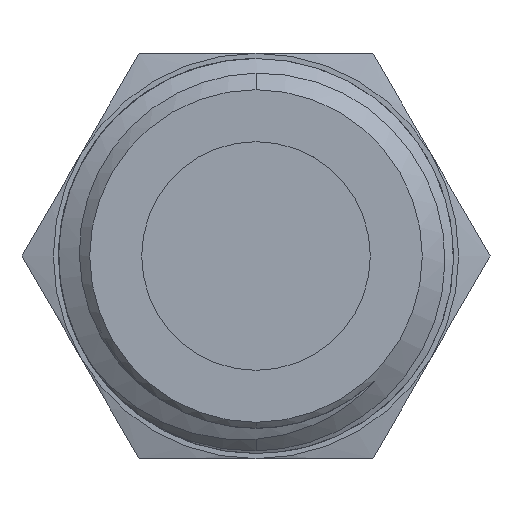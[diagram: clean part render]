
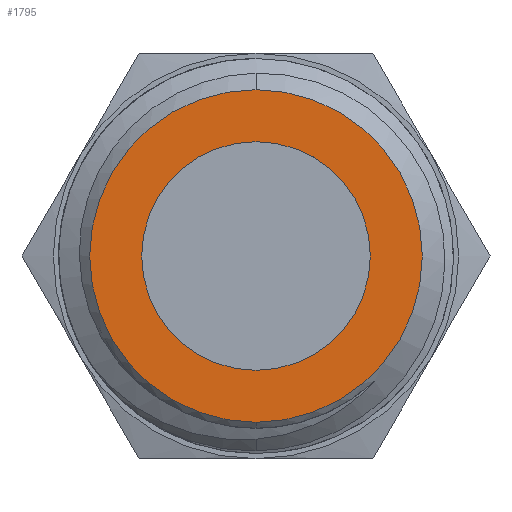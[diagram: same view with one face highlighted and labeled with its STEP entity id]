
A CAD part, front view. The second image highlights one B-rep face of the part: STEP entity #1795.
In plain terms, the highlighted planar face has unit normal (0, -1, 0).
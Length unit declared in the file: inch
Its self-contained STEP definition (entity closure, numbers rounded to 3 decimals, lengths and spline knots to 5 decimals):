
#2 = EDGE_CURVE ( 'NONE', #1714, #244, #1744, .T. ) ;
#62 = ORIENTED_EDGE ( 'NONE', *, *, #71, .T. ) ;
#71 = EDGE_CURVE ( 'NONE', #2367, #1673, #2311, .T. ) ;
#80 = CARTESIAN_POINT ( 'NONE',  ( 0., -0.24, 0. ) ) ;
#120 = EDGE_LOOP ( 'NONE', ( #62, #1013 ) ) ;
#170 = DIRECTION ( 'NONE',  ( 0., 0., -1. ) ) ;
#178 = DIRECTION ( 'NONE',  ( 0., -1., 0. ) ) ;
#185 = CARTESIAN_POINT ( 'NONE',  ( 0., -0.24, 0. ) ) ;
#198 = CARTESIAN_POINT ( 'NONE',  ( 0., -0.24, 0.11 ) ) ;
#228 = EDGE_CURVE ( 'NONE', #244, #1714, #978, .T. ) ;
#244 = VERTEX_POINT ( 'NONE', #198 ) ;
#542 = FACE_OUTER_BOUND ( 'NONE', #120, .T. ) ;
#565 = PLANE ( 'NONE',  #1971 ) ;
#638 = EDGE_CURVE ( 'NONE', #1673, #2367, #1710, .T. ) ;
#646 = AXIS2_PLACEMENT_3D ( 'NONE', #1612, #1756, #1904 ) ;
#738 = DIRECTION ( 'NONE',  ( 0., 0., -1. ) ) ;
#747 = DIRECTION ( 'NONE',  ( 0., -1., 0. ) ) ;
#755 = CARTESIAN_POINT ( 'NONE',  ( 0., -0.24, 0. ) ) ;
#757 = CARTESIAN_POINT ( 'NONE',  ( 0., -0.24, 0. ) ) ;
#795 = DIRECTION ( 'NONE',  ( 0., 0., -1. ) ) ;
#956 = EDGE_LOOP ( 'NONE', ( #1946, #1835 ) ) ;
#978 = CIRCLE ( 'NONE', #2515, 0.11 ) ;
#997 = DIRECTION ( 'NONE',  ( 0., -1., 0. ) ) ;
#1013 = ORIENTED_EDGE ( 'NONE', *, *, #638, .T. ) ;
#1055 = CARTESIAN_POINT ( 'NONE',  ( 0., -0.24, -0.11 ) ) ;
#1259 = AXIS2_PLACEMENT_3D ( 'NONE', #755, #747, #738 ) ;
#1302 = FACE_BOUND ( 'NONE', #956, .T. ) ;
#1384 = DIRECTION ( 'NONE',  ( 0., 0., -1. ) ) ;
#1612 = CARTESIAN_POINT ( 'NONE',  ( 0., -0.24, 0. ) ) ;
#1673 = VERTEX_POINT ( 'NONE', #1675 ) ;
#1675 = CARTESIAN_POINT ( 'NONE',  ( 0., -0.24, -0.16 ) ) ;
#1710 = CIRCLE ( 'NONE', #2741, 0.16 ) ;
#1714 = VERTEX_POINT ( 'NONE', #1055 ) ;
#1744 = CIRCLE ( 'NONE', #646, 0.11 ) ;
#1756 = DIRECTION ( 'NONE',  ( 0., -1., 0. ) ) ;
#1795 = ADVANCED_FACE ( 'NONE', ( #1302, #542 ), #565, .T. ) ;
#1835 = ORIENTED_EDGE ( 'NONE', *, *, #228, .F. ) ;
#1904 = DIRECTION ( 'NONE',  ( 0., 0., -1. ) ) ;
#1946 = ORIENTED_EDGE ( 'NONE', *, *, #2, .F. ) ;
#1971 = AXIS2_PLACEMENT_3D ( 'NONE', #80, #2071, #795 ) ;
#2071 = DIRECTION ( 'NONE',  ( 0., -1., 0. ) ) ;
#2311 = CIRCLE ( 'NONE', #1259, 0.16 ) ;
#2367 = VERTEX_POINT ( 'NONE', #2487 ) ;
#2487 = CARTESIAN_POINT ( 'NONE',  ( 0., -0.24, 0.16 ) ) ;
#2515 = AXIS2_PLACEMENT_3D ( 'NONE', #185, #178, #170 ) ;
#2741 = AXIS2_PLACEMENT_3D ( 'NONE', #757, #997, #1384 ) ;
